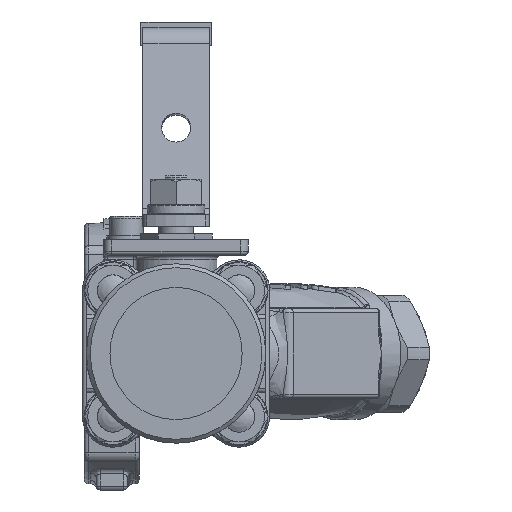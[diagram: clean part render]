
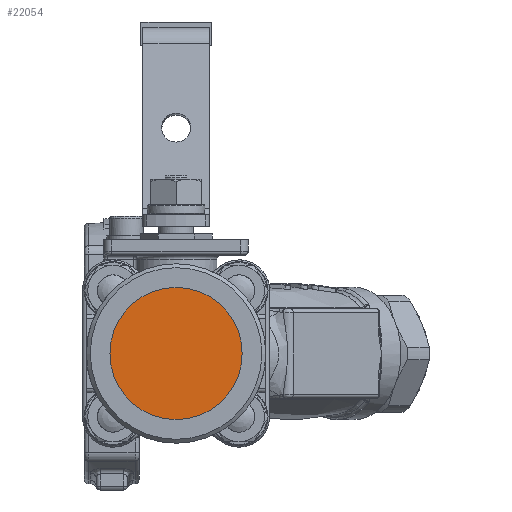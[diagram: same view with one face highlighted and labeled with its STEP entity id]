
A CAD part, left-side view. The second image highlights one B-rep face of the part: STEP entity #22054.
In plain terms, the highlighted planar face has unit normal (-1, 0, 0).
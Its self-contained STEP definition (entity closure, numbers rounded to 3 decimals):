
#2232=FACE_OUTER_BOUND('',#3614,.T.);
#3614=EDGE_LOOP('',(#14994,#14995));
#5137=CIRCLE('',#23573,16.95);
#5138=CIRCLE('',#23574,16.95);
#9003=VERTEX_POINT('',#33838);
#9004=VERTEX_POINT('',#33840);
#11300=EDGE_CURVE('',#9004,#9003,#5137,.T.);
#11301=EDGE_CURVE('',#9003,#9004,#5138,.T.);
#14994=ORIENTED_EDGE('',*,*,#11300,.T.);
#14995=ORIENTED_EDGE('',*,*,#11301,.T.);
#21495=PLANE('',#23575);
#22054=ADVANCED_FACE('',(#2232),#21495,.T.);
#23573=AXIS2_PLACEMENT_3D('',#33841,#26545,#26546);
#23574=AXIS2_PLACEMENT_3D('',#33842,#26547,#26548);
#23575=AXIS2_PLACEMENT_3D('',#33843,#26549,#26550);
#26545=DIRECTION('center_axis',(-1.,0.,0.));
#26546=DIRECTION('ref_axis',(0.,1.,0.));
#26547=DIRECTION('center_axis',(-1.,0.,0.));
#26548=DIRECTION('ref_axis',(0.,1.,0.));
#26549=DIRECTION('center_axis',(-1.,0.,0.));
#26550=DIRECTION('ref_axis',(0.,1.,0.));
#33838=CARTESIAN_POINT('',(-130.835,12.213,0.25));
#33840=CARTESIAN_POINT('',(-130.835,46.113,0.25));
#33841=CARTESIAN_POINT('Origin',(-130.835,29.163,0.25));
#33842=CARTESIAN_POINT('Origin',(-130.835,29.163,0.25));
#33843=CARTESIAN_POINT('Origin',(-130.835,29.163,0.25));
